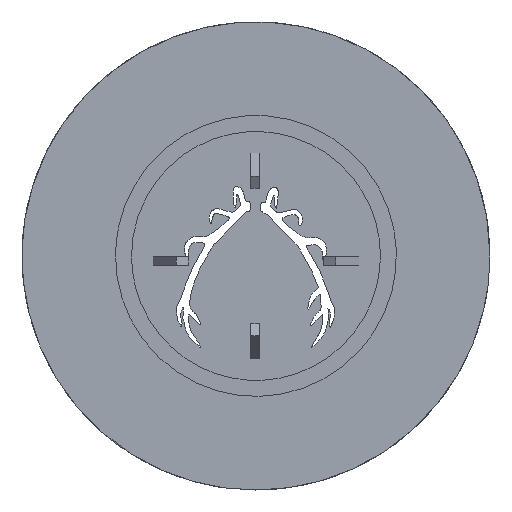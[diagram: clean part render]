
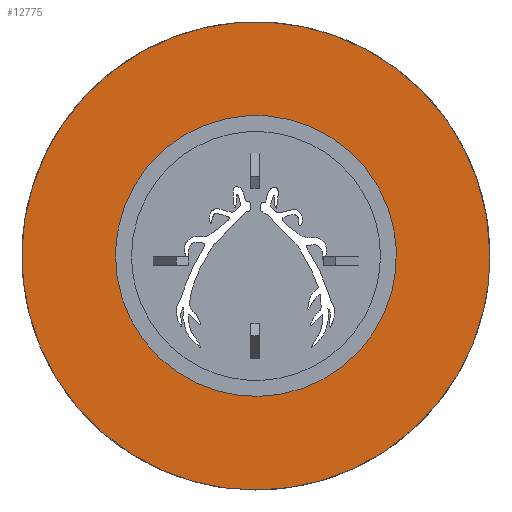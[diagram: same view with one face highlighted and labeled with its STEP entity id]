
A CAD part, front view. The second image highlights one B-rep face of the part: STEP entity #12775.
In plain terms, the highlighted free-form (B-spline) face has degree [1, 1] with [2, 2] control points.
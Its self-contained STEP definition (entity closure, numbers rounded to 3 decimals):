
#12666 = EDGE_CURVE('',#12667,#12667,#12669,.T.);
#12667 = VERTEX_POINT('',#12668);
#12668 = CARTESIAN_POINT('',(172.539,-71.172,
    0.));
#12669 = ( BOUNDED_CURVE() B_SPLINE_CURVE(2,(#12670,#12671,#12672,#12673
    ,#12674,#12675,#12676,#12677,#12678),.UNSPECIFIED.,.T.,.F.) 
B_SPLINE_CURVE_WITH_KNOTS((3,2,2,2,3),(-3.142,-1.571,0.
,1.571,3.142),.UNSPECIFIED.) CURVE() 
GEOMETRIC_REPRESENTATION_ITEM() RATIONAL_B_SPLINE_CURVE((1.,
    0.707,1.,0.707,1.,0.707,1.,0.707
,1.)) REPRESENTATION_ITEM('') );
#12670 = CARTESIAN_POINT('',(172.539,-71.172,
    0.));
#12671 = CARTESIAN_POINT('',(172.539,-71.172,
    172.539));
#12672 = CARTESIAN_POINT('',(0.,-71.172,
    172.539));
#12673 = CARTESIAN_POINT('',(-172.539,-71.172,
    172.539));
#12674 = CARTESIAN_POINT('',(-172.539,-71.172,0.));
#12675 = CARTESIAN_POINT('',(-172.539,-71.172,
    -172.539));
#12676 = CARTESIAN_POINT('',(0.,-71.172,
    -172.539));
#12677 = CARTESIAN_POINT('',(172.539,-71.172,
    -172.539));
#12678 = CARTESIAN_POINT('',(172.539,-71.172,
    0.));
#12736 = EDGE_CURVE('',#12737,#12737,#12739,.T.);
#12737 = VERTEX_POINT('',#12738);
#12738 = CARTESIAN_POINT('',(97.053,-71.172,
    0.));
#12739 = ( BOUNDED_CURVE() B_SPLINE_CURVE(2,(#12740,#12741,#12742,#12743
    ,#12744,#12745,#12746,#12747,#12748),.UNSPECIFIED.,.T.,.F.) 
B_SPLINE_CURVE_WITH_KNOTS((3,2,2,2,3),(-3.142,-1.571,0.
,1.571,3.142),.UNSPECIFIED.) CURVE() 
GEOMETRIC_REPRESENTATION_ITEM() RATIONAL_B_SPLINE_CURVE((1.,
    0.707,1.,0.707,1.,0.707,1.,0.707
,1.)) REPRESENTATION_ITEM('') );
#12740 = CARTESIAN_POINT('',(97.053,-71.172,
    0.));
#12741 = CARTESIAN_POINT('',(97.053,-71.172,
    -97.053));
#12742 = CARTESIAN_POINT('',(0.,-71.172,
    -97.053));
#12743 = CARTESIAN_POINT('',(-97.053,-71.172,
    -97.053));
#12744 = CARTESIAN_POINT('',(-97.053,-71.172,0.));
#12745 = CARTESIAN_POINT('',(-97.053,-71.172,
    97.053));
#12746 = CARTESIAN_POINT('',(0.,-71.172,
    97.053));
#12747 = CARTESIAN_POINT('',(97.053,-71.172,
    97.053));
#12748 = CARTESIAN_POINT('',(97.053,-71.172,
    0.));
#12775 = ADVANCED_FACE('',(#12776,#12779),#12782,.T.);
#12776 = FACE_BOUND('',#12777,.T.);
#12777 = EDGE_LOOP('',(#12778));
#12778 = ORIENTED_EDGE('',*,*,#12666,.T.);
#12779 = FACE_BOUND('',#12780,.T.);
#12780 = EDGE_LOOP('',(#12781));
#12781 = ORIENTED_EDGE('',*,*,#12736,.T.);
#12782 = B_SPLINE_SURFACE_WITH_KNOTS('',1,1,(
    (#12783,#12784)
    ,(#12785,#12786
    )),.UNSPECIFIED.,.F.,.F.,.F.,(2,2),(2,2),(-16.001,16.001),(-16.001,
    16.001),.PIECEWISE_BEZIER_KNOTS.);
#12783 = CARTESIAN_POINT('',(-172.55,-71.172,
    -172.55));
#12784 = CARTESIAN_POINT('',(-172.55,-71.172,
    172.55));
#12785 = CARTESIAN_POINT('',(172.55,-71.172,
    -172.55));
#12786 = CARTESIAN_POINT('',(172.55,-71.172,
    172.55));
